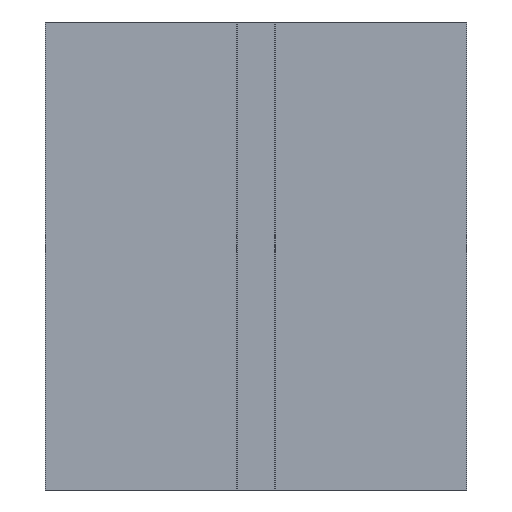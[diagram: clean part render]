
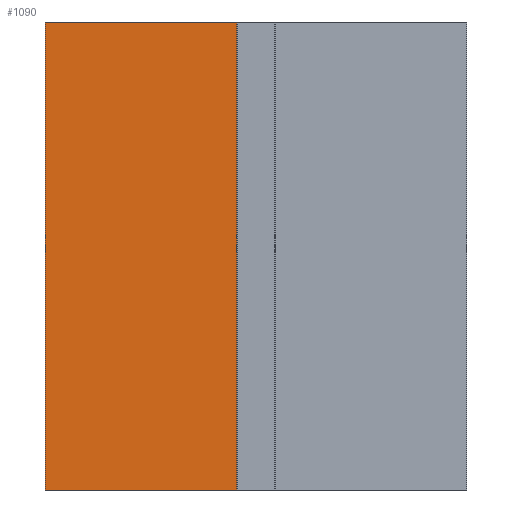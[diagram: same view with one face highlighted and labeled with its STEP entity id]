
A CAD part, left-side view. The second image highlights one B-rep face of the part: STEP entity #1090.
In plain terms, the highlighted planar face has unit normal (-1, 0, 0).
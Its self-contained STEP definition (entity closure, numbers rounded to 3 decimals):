
#54=FACE_OUTER_BOUND('',#110,.T.);
#110=EDGE_LOOP('',(#747,#748,#749,#750));
#180=LINE('',#1568,#322);
#181=LINE('',#1571,#323);
#182=LINE('',#1573,#324);
#183=LINE('',#1574,#325);
#322=VECTOR('',#1266,100.);
#323=VECTOR('',#1269,40.85);
#324=VECTOR('',#1270,40.85);
#325=VECTOR('',#1271,100.);
#459=VERTEX_POINT('',#1564);
#460=VERTEX_POINT('',#1566);
#461=VERTEX_POINT('',#1570);
#462=VERTEX_POINT('',#1572);
#576=EDGE_CURVE('',#459,#460,#180,.T.);
#577=EDGE_CURVE('',#459,#461,#181,.T.);
#578=EDGE_CURVE('',#462,#460,#182,.T.);
#579=EDGE_CURVE('',#461,#462,#183,.T.);
#747=ORIENTED_EDGE('',*,*,#577,.F.);
#748=ORIENTED_EDGE('',*,*,#576,.T.);
#749=ORIENTED_EDGE('',*,*,#578,.F.);
#750=ORIENTED_EDGE('',*,*,#579,.F.);
#1042=PLANE('',#1152);
#1090=ADVANCED_FACE('',(#54),#1042,.T.);
#1152=AXIS2_PLACEMENT_3D('',#1569,#1267,#1268);
#1266=DIRECTION('',(0.,0.,1.));
#1267=DIRECTION('center_axis',(-1.,0.,0.));
#1268=DIRECTION('ref_axis',(0.,-1.,0.));
#1269=DIRECTION('',(0.,1.,0.));
#1270=DIRECTION('',(0.,-1.,0.));
#1271=DIRECTION('',(0.,0.,1.));
#1564=CARTESIAN_POINT('',(-9.25,4.15,0.));
#1566=CARTESIAN_POINT('',(-9.25,4.15,100.));
#1568=CARTESIAN_POINT('',(-9.25,4.15,0.));
#1569=CARTESIAN_POINT('Origin',(-9.25,45.,0.));
#1570=CARTESIAN_POINT('',(-9.25,45.,0.));
#1571=CARTESIAN_POINT('',(-9.25,4.15,0.));
#1572=CARTESIAN_POINT('',(-9.25,45.,100.));
#1573=CARTESIAN_POINT('',(-9.25,4.15,100.));
#1574=CARTESIAN_POINT('',(-9.25,45.,0.));
